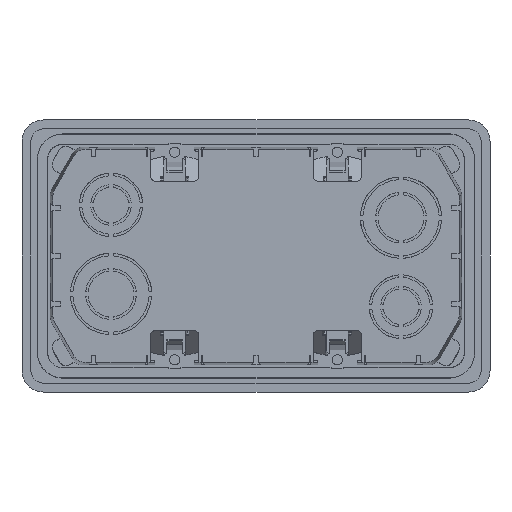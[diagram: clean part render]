
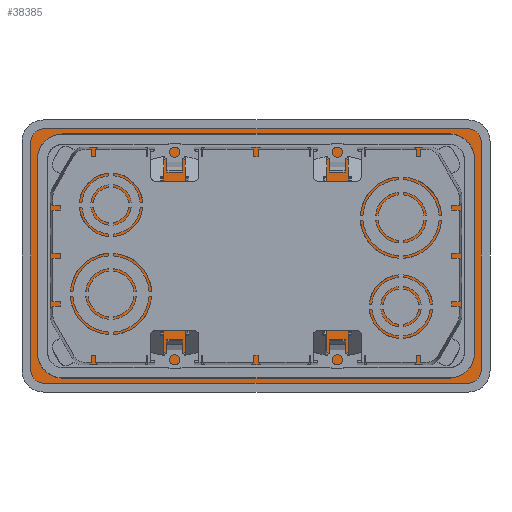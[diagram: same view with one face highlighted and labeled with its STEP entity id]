
A CAD part, top view. The second image highlights one B-rep face of the part: STEP entity #38385.
In plain terms, the highlighted planar face has unit normal (0, 0, 1).
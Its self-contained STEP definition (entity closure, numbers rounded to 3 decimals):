
#193 = DIRECTION ( 'NONE',  ( 0., 1., 0. ) ) ;
#530 = AXIS2_PLACEMENT_3D ( 'NONE', #38522, #13722, #27967 ) ;
#1013 = VECTOR ( 'NONE', #193, 1000. ) ;
#1252 = CARTESIAN_POINT ( 'NONE',  ( 83.5, 50., 1.5 ) ) ;
#1689 = AXIS2_PLACEMENT_3D ( 'NONE', #9567, #6152, #37790 ) ;
#1707 = ORIENTED_EDGE ( 'NONE', *, *, #24364, .T. ) ;
#1821 = CIRCLE ( 'NONE', #8734, 4.6 ) ;
#1931 = EDGE_CURVE ( 'NONE', #41746, #14773, #21534, .T. ) ;
#2258 = EDGE_CURVE ( 'NONE', #22331, #42497, #20899, .T. ) ;
#2281 = CIRCLE ( 'NONE', #1689, 5. ) ;
#2778 = ORIENTED_EDGE ( 'NONE', *, *, #35298, .T. ) ;
#2782 = VERTEX_POINT ( 'NONE', #41775 ) ;
#3242 = CARTESIAN_POINT ( 'NONE',  ( 83.5, 50., 1.5 ) ) ;
#3255 = AXIS2_PLACEMENT_3D ( 'NONE', #39708, #22306, #43945 ) ;
#3291 = CARTESIAN_POINT ( 'NONE',  ( 72.4, 38.5, 1.5 ) ) ;
#4154 = AXIS2_PLACEMENT_3D ( 'NONE', #12897, #20420, #5897 ) ;
#4589 = DIRECTION ( 'NONE',  ( 0., 1., 0. ) ) ;
#4925 = ORIENTED_EDGE ( 'NONE', *, *, #2258, .T. ) ;
#5808 = FACE_BOUND ( 'NONE', #25796, .T. ) ;
#5834 = CARTESIAN_POINT ( 'NONE',  ( 83.5, -50., 1.5 ) ) ;
#5845 = DIRECTION ( 'NONE',  ( 0., 0., -1. ) ) ;
#5897 = DIRECTION ( 'NONE',  ( 0., 1., 0. ) ) ;
#6152 = DIRECTION ( 'NONE',  ( 0., 0., 1. ) ) ;
#6575 = ORIENTED_EDGE ( 'NONE', *, *, #35445, .T. ) ;
#6808 = CIRCLE ( 'NONE', #3255, 5. ) ;
#7012 = EDGE_LOOP ( 'NONE', ( #32389, #11409 ) ) ;
#7681 = CIRCLE ( 'NONE', #12048, 4.6 ) ;
#7722 = ORIENTED_EDGE ( 'NONE', *, *, #13110, .T. ) ;
#8734 = AXIS2_PLACEMENT_3D ( 'NONE', #42604, #46220, #24255 ) ;
#8835 = CARTESIAN_POINT ( 'NONE',  ( 81.6, -38.5, 1.5 ) ) ;
#8910 = LINE ( 'NONE', #40062, #1013 ) ;
#8947 = DIRECTION ( 'NONE',  ( -1., 0., 0. ) ) ;
#9225 = AXIS2_PLACEMENT_3D ( 'NONE', #41159, #19983, #45092 ) ;
#9358 = EDGE_LOOP ( 'NONE', ( #22720, #42197, #20692, #39362, #35130, #23893, #29472, #2778 ) ) ;
#9567 = CARTESIAN_POINT ( 'NONE',  ( -83.5, -45., 1.5 ) ) ;
#9834 = DIRECTION ( 'NONE',  ( 0., 0., -1. ) ) ;
#9943 = VERTEX_POINT ( 'NONE', #15858 ) ;
#10226 = CARTESIAN_POINT ( 'NONE',  ( -88.5, 45., 1.5 ) ) ;
#10710 = CARTESIAN_POINT ( 'NONE',  ( 88.5, 45., 1.5 ) ) ;
#11409 = ORIENTED_EDGE ( 'NONE', *, *, #39504, .T. ) ;
#12048 = AXIS2_PLACEMENT_3D ( 'NONE', #40944, #22904, #4589 ) ;
#12178 = CARTESIAN_POINT ( 'NONE',  ( 81.6, 38.5, 1.5 ) ) ;
#12639 = AXIS2_PLACEMENT_3D ( 'NONE', #45166, #17193, #35231 ) ;
#12661 = CIRCLE ( 'NONE', #27604, 4.6 ) ;
#12707 = VERTEX_POINT ( 'NONE', #10226 ) ;
#12722 = EDGE_CURVE ( 'NONE', #22778, #13279, #6808, .T. ) ;
#12897 = CARTESIAN_POINT ( 'NONE',  ( -77., -38.5, 1.5 ) ) ;
#13110 = EDGE_CURVE ( 'NONE', #42497, #22331, #19612, .T. ) ;
#13279 = VERTEX_POINT ( 'NONE', #3242 ) ;
#13411 = AXIS2_PLACEMENT_3D ( 'NONE', #40623, #26319, #8947 ) ;
#13722 = DIRECTION ( 'NONE',  ( 0., 0., -1. ) ) ;
#13920 = VECTOR ( 'NONE', #26472, 1000. ) ;
#14773 = VERTEX_POINT ( 'NONE', #18441 ) ;
#15080 = DIRECTION ( 'NONE',  ( 1., 0., 0. ) ) ;
#15315 = FACE_BOUND ( 'NONE', #7012, .T. ) ;
#15858 = CARTESIAN_POINT ( 'NONE',  ( -77., 43.1, 1.5 ) ) ;
#15865 = CARTESIAN_POINT ( 'NONE',  ( -88.5, -45., 1.5 ) ) ;
#16573 = CARTESIAN_POINT ( 'NONE',  ( 77., 38.5, 1.5 ) ) ;
#17193 = DIRECTION ( 'NONE',  ( 0., 0., 1. ) ) ;
#17379 = DIRECTION ( 'NONE',  ( 0., -1., 0. ) ) ;
#17495 = CIRCLE ( 'NONE', #12639, 5. ) ;
#18394 = VECTOR ( 'NONE', #17379, 1000. ) ;
#18441 = CARTESIAN_POINT ( 'NONE',  ( -77., -33.9, 1.5 ) ) ;
#18794 = EDGE_LOOP ( 'NONE', ( #1707, #45274 ) ) ;
#19010 = EDGE_CURVE ( 'NONE', #21041, #37346, #17495, .T. ) ;
#19477 = VECTOR ( 'NONE', #32199, 1000. ) ;
#19542 = CIRCLE ( 'NONE', #9225, 4.6 ) ;
#19612 = CIRCLE ( 'NONE', #530, 4.6 ) ;
#19674 = EDGE_CURVE ( 'NONE', #13279, #2782, #27924, .T. ) ;
#19983 = DIRECTION ( 'NONE',  ( 0., 0., -1. ) ) ;
#20420 = DIRECTION ( 'NONE',  ( 0., 0., -1. ) ) ;
#20692 = ORIENTED_EDGE ( 'NONE', *, *, #12722, .T. ) ;
#20733 = EDGE_CURVE ( 'NONE', #41486, #31057, #2281, .T. ) ;
#20899 = CIRCLE ( 'NONE', #30265, 4.6 ) ;
#21041 = VERTEX_POINT ( 'NONE', #5834 ) ;
#21534 = CIRCLE ( 'NONE', #4154, 4.6 ) ;
#21987 = DIRECTION ( 'NONE',  ( 0., 0., 1. ) ) ;
#22306 = DIRECTION ( 'NONE',  ( 0., 0., 1. ) ) ;
#22331 = VERTEX_POINT ( 'NONE', #3291 ) ;
#22720 = ORIENTED_EDGE ( 'NONE', *, *, #19010, .T. ) ;
#22778 = VERTEX_POINT ( 'NONE', #10710 ) ;
#22904 = DIRECTION ( 'NONE',  ( 0., 0., -1. ) ) ;
#23022 = EDGE_CURVE ( 'NONE', #12707, #41486, #24011, .T. ) ;
#23619 = VERTEX_POINT ( 'NONE', #8835 ) ;
#23844 = DIRECTION ( 'NONE',  ( 0., 0., 1. ) ) ;
#23893 = ORIENTED_EDGE ( 'NONE', *, *, #23022, .T. ) ;
#24011 = LINE ( 'NONE', #38574, #18394 ) ;
#24255 = DIRECTION ( 'NONE',  ( 0., 1., 0. ) ) ;
#24364 = EDGE_CURVE ( 'NONE', #14773, #41746, #1821, .T. ) ;
#24960 = EDGE_CURVE ( 'NONE', #35430, #9943, #12661, .T. ) ;
#25796 = EDGE_LOOP ( 'NONE', ( #6575, #29051 ) ) ;
#26319 = DIRECTION ( 'NONE',  ( 0., 0., -1. ) ) ;
#26326 = CARTESIAN_POINT ( 'NONE',  ( -77., 33.9, 1.5 ) ) ;
#26472 = DIRECTION ( 'NONE',  ( -1., 0., 0. ) ) ;
#26982 = EDGE_CURVE ( 'NONE', #37346, #22778, #8910, .T. ) ;
#27218 = CARTESIAN_POINT ( 'NONE',  ( -77., 38.5, 1.5 ) ) ;
#27604 = AXIS2_PLACEMENT_3D ( 'NONE', #27218, #5845, #30855 ) ;
#27924 = LINE ( 'NONE', #1252, #13920 ) ;
#27967 = DIRECTION ( 'NONE',  ( -1., 0., 0. ) ) ;
#28317 = CARTESIAN_POINT ( 'NONE',  ( -77., -43.1, 1.5 ) ) ;
#29051 = ORIENTED_EDGE ( 'NONE', *, *, #24960, .T. ) ;
#29322 = FACE_OUTER_BOUND ( 'NONE', #9358, .T. ) ;
#29472 = ORIENTED_EDGE ( 'NONE', *, *, #20733, .T. ) ;
#30124 = VERTEX_POINT ( 'NONE', #37568 ) ;
#30245 = AXIS2_PLACEMENT_3D ( 'NONE', #37014, #21987, #15080 ) ;
#30265 = AXIS2_PLACEMENT_3D ( 'NONE', #16573, #9834, #30854 ) ;
#30854 = DIRECTION ( 'NONE',  ( -1., 0., 0. ) ) ;
#30855 = DIRECTION ( 'NONE',  ( 0., 1., 0. ) ) ;
#31057 = VERTEX_POINT ( 'NONE', #36065 ) ;
#32199 = DIRECTION ( 'NONE',  ( 1., 0., 0. ) ) ;
#32389 = ORIENTED_EDGE ( 'NONE', *, *, #38062, .T. ) ;
#32414 = CIRCLE ( 'NONE', #34926, 5. ) ;
#33197 = FACE_BOUND ( 'NONE', #43435, .T. ) ;
#33231 = CIRCLE ( 'NONE', #13411, 4.6 ) ;
#34320 = CARTESIAN_POINT ( 'NONE',  ( -83.5, 45., 1.5 ) ) ;
#34636 = DIRECTION ( 'NONE',  ( 1., 0., 0. ) ) ;
#34926 = AXIS2_PLACEMENT_3D ( 'NONE', #34320, #23844, #34636 ) ;
#35130 = ORIENTED_EDGE ( 'NONE', *, *, #43174, .T. ) ;
#35231 = DIRECTION ( 'NONE',  ( 1., 0., 0. ) ) ;
#35298 = EDGE_CURVE ( 'NONE', #31057, #21041, #39678, .T. ) ;
#35430 = VERTEX_POINT ( 'NONE', #26326 ) ;
#35445 = EDGE_CURVE ( 'NONE', #9943, #35430, #7681, .T. ) ;
#36065 = CARTESIAN_POINT ( 'NONE',  ( -83.5, -50., 1.5 ) ) ;
#37014 = CARTESIAN_POINT ( 'NONE',  ( -83.5, 45., 1.5 ) ) ;
#37346 = VERTEX_POINT ( 'NONE', #38640 ) ;
#37568 = CARTESIAN_POINT ( 'NONE',  ( 72.4, -38.5, 1.5 ) ) ;
#37790 = DIRECTION ( 'NONE',  ( 1., 0., 0. ) ) ;
#38062 = EDGE_CURVE ( 'NONE', #30124, #23619, #33231, .T. ) ;
#38385 = ADVANCED_FACE ( 'NONE', ( #38864, #5808, #15315, #33197, #29322 ), #43595, .T. ) ;
#38522 = CARTESIAN_POINT ( 'NONE',  ( 77., 38.5, 1.5 ) ) ;
#38574 = CARTESIAN_POINT ( 'NONE',  ( -88.5, 45., 1.5 ) ) ;
#38640 = CARTESIAN_POINT ( 'NONE',  ( 88.5, -45., 1.5 ) ) ;
#38864 = FACE_BOUND ( 'NONE', #18794, .T. ) ;
#39314 = CARTESIAN_POINT ( 'NONE',  ( -83.5, -50., 1.5 ) ) ;
#39362 = ORIENTED_EDGE ( 'NONE', *, *, #19674, .T. ) ;
#39504 = EDGE_CURVE ( 'NONE', #23619, #30124, #19542, .T. ) ;
#39678 = LINE ( 'NONE', #39314, #19477 ) ;
#39708 = CARTESIAN_POINT ( 'NONE',  ( 83.5, 45., 1.5 ) ) ;
#40062 = CARTESIAN_POINT ( 'NONE',  ( 88.5, -45., 1.5 ) ) ;
#40623 = CARTESIAN_POINT ( 'NONE',  ( 77., -38.5, 1.5 ) ) ;
#40944 = CARTESIAN_POINT ( 'NONE',  ( -77., 38.5, 1.5 ) ) ;
#41159 = CARTESIAN_POINT ( 'NONE',  ( 77., -38.5, 1.5 ) ) ;
#41486 = VERTEX_POINT ( 'NONE', #15865 ) ;
#41746 = VERTEX_POINT ( 'NONE', #28317 ) ;
#41775 = CARTESIAN_POINT ( 'NONE',  ( -83.5, 50., 1.5 ) ) ;
#42197 = ORIENTED_EDGE ( 'NONE', *, *, #26982, .T. ) ;
#42497 = VERTEX_POINT ( 'NONE', #12178 ) ;
#42604 = CARTESIAN_POINT ( 'NONE',  ( -77., -38.5, 1.5 ) ) ;
#43174 = EDGE_CURVE ( 'NONE', #2782, #12707, #32414, .T. ) ;
#43435 = EDGE_LOOP ( 'NONE', ( #4925, #7722 ) ) ;
#43595 = PLANE ( 'NONE',  #30245 ) ;
#43945 = DIRECTION ( 'NONE',  ( 1., 0., 0. ) ) ;
#45092 = DIRECTION ( 'NONE',  ( -1., 0., 0. ) ) ;
#45166 = CARTESIAN_POINT ( 'NONE',  ( 83.5, -45., 1.5 ) ) ;
#45274 = ORIENTED_EDGE ( 'NONE', *, *, #1931, .T. ) ;
#46220 = DIRECTION ( 'NONE',  ( 0., 0., -1. ) ) ;
